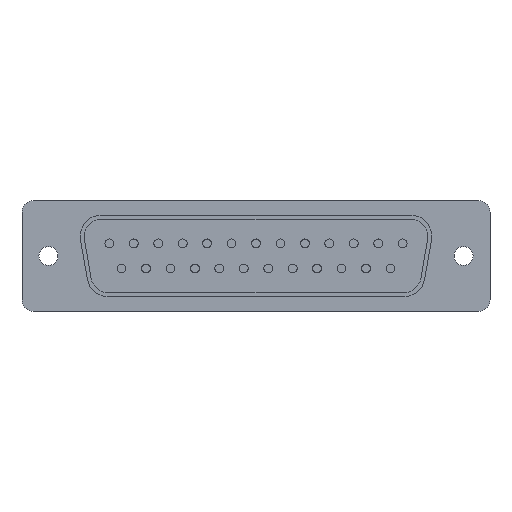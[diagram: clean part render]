
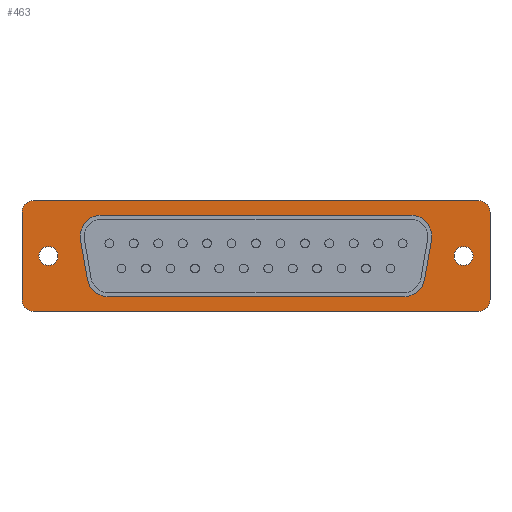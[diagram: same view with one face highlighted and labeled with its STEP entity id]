
A CAD part, top view. The second image highlights one B-rep face of the part: STEP entity #463.
In plain terms, the highlighted planar face has unit normal (0, 0, 1).
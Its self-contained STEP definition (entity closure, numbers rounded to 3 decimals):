
#463=ADVANCED_FACE('',(#1334,#1335,#1336,#1337),#1338,.T.);
#1334=FACE_BOUND('',#2212,.T.);
#1335=FACE_BOUND('',#2213,.T.);
#1336=FACE_BOUND('',#2214,.T.);
#1337=FACE_OUTER_BOUND('',#2215,.T.);
#1338=PLANE('',#2216);
#2212=EDGE_LOOP('',(#5096,#5097));
#2213=EDGE_LOOP('',(#5098,#5099));
#2214=EDGE_LOOP('',(#5100,#5101,#5102,#5103,#5104,#5105,#5106,#5107,#5108,#5109));
#2215=EDGE_LOOP('',(#5110,#5111,#5112,#5113,#5114,#5115,#5116,#5117));
#2216=AXIS2_PLACEMENT_3D('',#5118,#5119,#5120);
#5096=ORIENTED_EDGE('',*,*,#5463,.T.);
#5097=ORIENTED_EDGE('',*,*,#5464,.T.);
#5098=ORIENTED_EDGE('',*,*,#5459,.T.);
#5099=ORIENTED_EDGE('',*,*,#5466,.T.);
#5100=ORIENTED_EDGE('',*,*,#5976,.T.);
#5101=ORIENTED_EDGE('',*,*,#5973,.T.);
#5102=ORIENTED_EDGE('',*,*,#5970,.T.);
#5103=ORIENTED_EDGE('',*,*,#5147,.T.);
#5104=ORIENTED_EDGE('',*,*,#5968,.T.);
#5105=ORIENTED_EDGE('',*,*,#5141,.T.);
#5106=ORIENTED_EDGE('',*,*,#5981,.T.);
#5107=ORIENTED_EDGE('',*,*,#5982,.T.);
#5108=ORIENTED_EDGE('',*,*,#5985,.T.);
#5109=ORIENTED_EDGE('',*,*,#5988,.T.);
#5110=ORIENTED_EDGE('',*,*,#5990,.F.);
#5111=ORIENTED_EDGE('',*,*,#6012,.F.);
#5112=ORIENTED_EDGE('',*,*,#6009,.F.);
#5113=ORIENTED_EDGE('',*,*,#6006,.F.);
#5114=ORIENTED_EDGE('',*,*,#6003,.F.);
#5115=ORIENTED_EDGE('',*,*,#6000,.F.);
#5116=ORIENTED_EDGE('',*,*,#5997,.F.);
#5117=ORIENTED_EDGE('',*,*,#5994,.F.);
#5118=CARTESIAN_POINT('',(0.,0.,0.2));
#5119=DIRECTION('',(0.0,0.0,1.0));
#5120=DIRECTION('',(1.0,0.0,0.0));
#5141=EDGE_CURVE('',#6017,#6014,#6018,.T.);
#5147=EDGE_CURVE('',#6023,#6027,#6029,.T.);
#5459=EDGE_CURVE('',#6647,#6651,#6653,.T.);
#5463=EDGE_CURVE('',#6655,#6659,#6661,.T.);
#5464=EDGE_CURVE('',#6659,#6655,#6662,.T.);
#5466=EDGE_CURVE('',#6651,#6647,#6664,.T.);
#5968=EDGE_CURVE('',#6027,#6017,#7394,.T.);
#5970=EDGE_CURVE('',#7396,#6023,#7397,.T.);
#5973=EDGE_CURVE('',#7401,#7396,#7402,.T.);
#5976=EDGE_CURVE('',#7406,#7401,#7407,.T.);
#5981=EDGE_CURVE('',#6014,#7413,#7415,.T.);
#5982=EDGE_CURVE('',#7413,#7416,#7417,.T.);
#5985=EDGE_CURVE('',#7416,#7421,#7422,.T.);
#5988=EDGE_CURVE('',#7421,#7406,#7426,.T.);
#5990=EDGE_CURVE('',#7428,#7429,#7430,.T.);
#5994=EDGE_CURVE('',#7429,#7436,#7437,.T.);
#5997=EDGE_CURVE('',#7436,#7441,#7442,.T.);
#6000=EDGE_CURVE('',#7441,#7446,#7447,.T.);
#6003=EDGE_CURVE('',#7446,#7451,#7452,.T.);
#6006=EDGE_CURVE('',#7451,#7456,#7457,.T.);
#6009=EDGE_CURVE('',#7456,#7461,#7462,.T.);
#6012=EDGE_CURVE('',#7461,#7428,#7466,.T.);
#6014=VERTEX_POINT('',#7468);
#6017=VERTEX_POINT('',#7472);
#6018=CIRCLE('',#7473,2.4);
#6023=VERTEX_POINT('',#7479);
#6027=VERTEX_POINT('',#7484);
#6029=CIRCLE('',#7487,2.4);
#6647=VERTEX_POINT('',#8259);
#6651=VERTEX_POINT('',#8264);
#6653=CIRCLE('',#8267,1.078);
#6655=VERTEX_POINT('',#8269);
#6659=VERTEX_POINT('',#8274);
#6661=CIRCLE('',#8277,1.078);
#6662=CIRCLE('',#8278,1.078);
#6664=CIRCLE('',#8280,1.078);
#7394=LINE('',#9388,#9389);
#7396=VERTEX_POINT('',#9392);
#7397=CIRCLE('',#9393,2.4);
#7401=VERTEX_POINT('',#9398);
#7402=LINE('',#9399,#9400);
#7406=VERTEX_POINT('',#9406);
#7407=CIRCLE('',#9407,2.4);
#7413=VERTEX_POINT('',#9414);
#7415=CIRCLE('',#9417,2.4);
#7416=VERTEX_POINT('',#9418);
#7417=LINE('',#9419,#9420);
#7421=VERTEX_POINT('',#9426);
#7422=CIRCLE('',#9427,2.4);
#7426=LINE('',#9432,#9433);
#7428=VERTEX_POINT('',#9436);
#7429=VERTEX_POINT('',#9437);
#7430=CIRCLE('',#9438,1.3);
#7436=VERTEX_POINT('',#9446);
#7437=LINE('',#9447,#9448);
#7441=VERTEX_POINT('',#9454);
#7442=CIRCLE('',#9455,1.3);
#7446=VERTEX_POINT('',#9460);
#7447=LINE('',#9461,#9462);
#7451=VERTEX_POINT('',#9468);
#7452=CIRCLE('',#9469,1.3);
#7456=VERTEX_POINT('',#9474);
#7457=LINE('',#9475,#9476);
#7461=VERTEX_POINT('',#9482);
#7462=CIRCLE('',#9483,1.3);
#7466=LINE('',#9488,#9489);
#7468=CARTESIAN_POINT('',(19.92,2.22,0.2));
#7472=CARTESIAN_POINT('',(17.52,4.62,0.2));
#7473=AXIS2_PLACEMENT_3D('',#9493,#9494,#9495);
#7479=CARTESIAN_POINT('',(-19.92,2.22,0.2));
#7484=CARTESIAN_POINT('',(-17.52,4.62,0.2));
#7487=AXIS2_PLACEMENT_3D('',#9505,#9506,#9507);
#8259=CARTESIAN_POINT('',(-23.52,1.078,0.2));
#8264=CARTESIAN_POINT('',(-23.52,-1.078,0.2));
#8267=AXIS2_PLACEMENT_3D('',#10129,#10130,#10131);
#8269=CARTESIAN_POINT('',(23.52,1.078,0.2));
#8274=CARTESIAN_POINT('',(23.52,-1.078,0.2));
#8277=AXIS2_PLACEMENT_3D('',#10137,#10138,#10139);
#8278=AXIS2_PLACEMENT_3D('',#10140,#10141,#10142);
#8280=AXIS2_PLACEMENT_3D('',#10146,#10147,#10148);
#9388=CARTESIAN_POINT('',(0.,4.62,0.2));
#9389=VECTOR('',#11108,1.0);
#9392=CARTESIAN_POINT('',(-19.884,1.803,0.2));
#9393=AXIS2_PLACEMENT_3D('',#11110,#11111,#11112);
#9398=CARTESIAN_POINT('',(-19.101,-2.637,0.2));
#9399=CARTESIAN_POINT('',(-19.234,-1.881,0.2));
#9400=VECTOR('',#11117,1.0);
#9406=CARTESIAN_POINT('',(-16.737,-4.62,0.2));
#9407=AXIS2_PLACEMENT_3D('',#11120,#11121,#11122);
#9414=CARTESIAN_POINT('',(19.884,1.803,0.2));
#9417=AXIS2_PLACEMENT_3D('',#11131,#11132,#11133);
#9418=CARTESIAN_POINT('',(19.101,-2.637,0.2));
#9419=CARTESIAN_POINT('',(19.234,-1.881,0.2));
#9420=VECTOR('',#11134,1.0);
#9426=CARTESIAN_POINT('',(16.737,-4.62,0.2));
#9427=AXIS2_PLACEMENT_3D('',#11137,#11138,#11139);
#9432=CARTESIAN_POINT('',(0.,-4.62,0.2));
#9433=VECTOR('',#11144,1.0);
#9436=CARTESIAN_POINT('',(-25.22,-6.275,0.2));
#9437=CARTESIAN_POINT('',(-26.52,-4.975,0.2));
#9438=AXIS2_PLACEMENT_3D('',#11146,#11147,#11148);
#9446=CARTESIAN_POINT('',(-26.52,4.975,0.2));
#9447=CARTESIAN_POINT('',(-26.52,4.975,0.2));
#9448=VECTOR('',#11154,1.0);
#9454=CARTESIAN_POINT('',(-25.22,6.275,0.2));
#9455=AXIS2_PLACEMENT_3D('',#11157,#11158,#11159);
#9460=CARTESIAN_POINT('',(25.22,6.275,0.2));
#9461=CARTESIAN_POINT('',(25.22,6.275,0.2));
#9462=VECTOR('',#11164,1.0);
#9468=CARTESIAN_POINT('',(26.52,4.975,0.2));
#9469=AXIS2_PLACEMENT_3D('',#11167,#11168,#11169);
#9474=CARTESIAN_POINT('',(26.52,-4.975,0.2));
#9475=CARTESIAN_POINT('',(26.52,-4.975,0.2));
#9476=VECTOR('',#11174,1.0);
#9482=CARTESIAN_POINT('',(25.22,-6.275,0.2));
#9483=AXIS2_PLACEMENT_3D('',#11177,#11178,#11179);
#9488=CARTESIAN_POINT('',(-25.22,-6.275,0.2));
#9489=VECTOR('',#11184,1.0);
#9493=CARTESIAN_POINT('',(17.52,2.22,0.2));
#9494=DIRECTION('',(0.0,0.0,-1.0));
#9495=DIRECTION('',(1.0,0.0,0.0));
#9505=CARTESIAN_POINT('',(-17.52,2.22,0.2));
#9506=DIRECTION('',(0.0,0.0,-1.0));
#9507=DIRECTION('',(1.0,0.0,0.0));
#10129=CARTESIAN_POINT('',(-23.52,0.0,0.2));
#10130=DIRECTION('',(0.0,0.0,-1.0));
#10131=DIRECTION('',(0.0,1.0,0.0));
#10137=CARTESIAN_POINT('',(23.52,0.0,0.2));
#10138=DIRECTION('',(0.0,0.0,-1.0));
#10139=DIRECTION('',(0.0,1.0,0.0));
#10140=CARTESIAN_POINT('',(23.52,0.0,0.2));
#10141=DIRECTION('',(0.0,0.0,-1.0));
#10142=DIRECTION('',(0.0,1.0,0.0));
#10146=CARTESIAN_POINT('',(-23.52,0.0,0.2));
#10147=DIRECTION('',(0.0,0.0,-1.0));
#10148=DIRECTION('',(0.0,1.0,0.0));
#11108=DIRECTION('',(1.0,0.0,0.0));
#11110=CARTESIAN_POINT('',(-17.52,2.22,0.2));
#11111=DIRECTION('',(0.0,0.0,-1.0));
#11112=DIRECTION('',(1.0,0.0,0.0));
#11117=DIRECTION('',(-0.174,0.985,0.0));
#11120=CARTESIAN_POINT('',(-16.737,-2.22,0.2));
#11121=DIRECTION('',(0.0,0.0,-1.0));
#11122=DIRECTION('',(1.0,0.0,0.0));
#11131=CARTESIAN_POINT('',(17.52,2.22,0.2));
#11132=DIRECTION('',(0.0,0.0,-1.0));
#11133=DIRECTION('',(1.0,0.0,0.0));
#11134=DIRECTION('',(-0.174,-0.985,0.0));
#11137=CARTESIAN_POINT('',(16.737,-2.22,0.2));
#11138=DIRECTION('',(0.0,0.0,-1.0));
#11139=DIRECTION('',(1.0,0.0,0.0));
#11144=DIRECTION('',(-1.0,0.0,0.0));
#11146=CARTESIAN_POINT('',(-25.22,-4.975,0.2));
#11147=DIRECTION('',(0.0,0.0,-1.0));
#11148=DIRECTION('',(1.0,0.0,0.0));
#11154=DIRECTION('',(0.0,1.0,0.0));
#11157=CARTESIAN_POINT('',(-25.22,4.975,0.2));
#11158=DIRECTION('',(0.0,0.0,-1.0));
#11159=DIRECTION('',(1.0,0.0,0.0));
#11164=DIRECTION('',(1.0,0.,0.0));
#11167=CARTESIAN_POINT('',(25.22,4.975,0.2));
#11168=DIRECTION('',(0.0,0.0,-1.0));
#11169=DIRECTION('',(1.0,0.0,0.0));
#11174=DIRECTION('',(-0.0,-1.0,-0.0));
#11177=CARTESIAN_POINT('',(25.22,-4.975,0.2));
#11178=DIRECTION('',(0.0,0.0,-1.0));
#11179=DIRECTION('',(1.0,0.0,0.0));
#11184=DIRECTION('',(-1.0,-0.0,-0.0));
